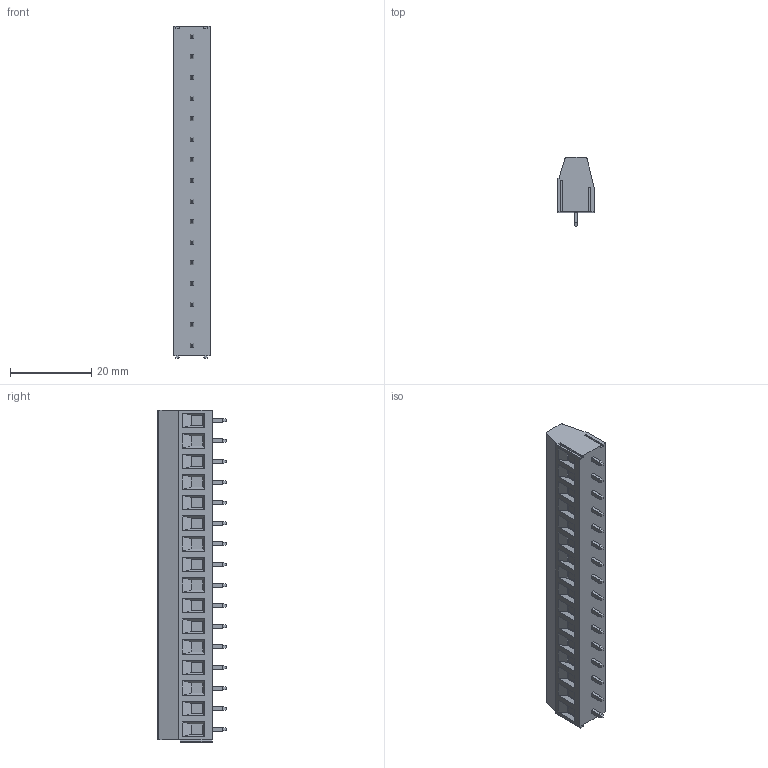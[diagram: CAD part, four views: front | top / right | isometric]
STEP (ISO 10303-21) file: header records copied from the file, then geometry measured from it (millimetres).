
FILE_DESCRIPTION((''),'2;1');
FILE_NAME('PRT0053','2025-01-13T',('yanfa'),(''),'PRO/ENGINEER BY PARAMETRIC TECHNOLOGY CORPORATION, 2009280','PRO/ENGINEER BY PARAMETRIC TECHNOLOGY CORPORATION, 2009280','');
FILE_SCHEMA(('AUTOMOTIVE_DESIGN_CC2 { 1 2 10303 214 -1 1 5 2 }'));
Length unit declared in the file: millimetre
Products named in the file (1): PRT0053
Bounding box: 9 x 17 x 81.88 mm (x, y, z)
Volume: 8409.5 mm3; surface area: 4494.2 mm2
Topology: 1 solids, 1 shells, 627 faces, 1507 edges, 930 vertices
Faces by surface type: plane 425, cylinder 106, cone 64, torus 32
Entity records: 18081 total; most frequent: CARTESIAN_POINT 3384, DIRECTION 3037, ORIENTED_EDGE 3014, EDGE_CURVE 1507, VECTOR 1103, LINE 1103, AXIS2_PLACEMENT_3D 967, VERTEX_POINT 930
